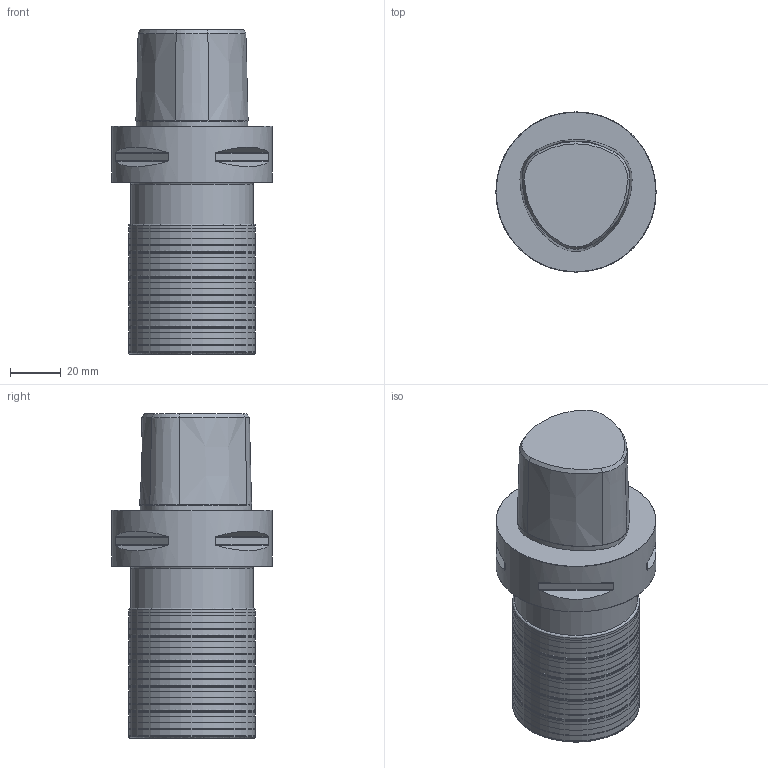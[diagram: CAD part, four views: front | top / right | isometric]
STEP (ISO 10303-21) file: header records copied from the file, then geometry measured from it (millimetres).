
FILE_DESCRIPTION(/* description */ (''),/* implementation_level */ '2;1');
FILE_NAME(/* name */ 'C6-R217.42-0050-049-LN.5BA_Basic.stp',/* time_stamp */ '2024-02-16T13:44:48+05:00',/* author */ (''),/* organization */ (''),/* preprocessor_version */ 'ST-DEVELOPER v16.7',/* originating_system */ 'SIEMENS PLM Software NX 12.0',/* authorisation */ '');
FILE_SCHEMA (('AUTOMOTIVE_DESIGN { 1 0 10303 214 3 1 1 1 }'));
Length unit declared in the file: millimetre
Products named in the file (4): CUT; NOCUT; ASSEMBLY_CONSTRUCTION; C6-R217.42-0050-049-LN.5BA_Basic
Assembly tree (7 placements, depth 2):
  C6-R217.42-0050-049-LN.5BA_Basic
    ASSEMBLY_CONSTRUCTION
    NOCUT
    CUT  x5
Bounding box: 63 x 63 x 127.6 mm (x, y, z)
Volume: 297720.7 mm3; surface area: 51835.4 mm2
Topology: 6 solids, 6 shells, 288 faces, 630 edges, 391 vertices
Faces by surface type: revolution 210, cone 31, plane 23, cylinder 18, bspline 5, torus 1
Full cylindrical faces by diameter (mm): 20.006 x1, 48 x1, 63 x1
Entity records: 10241 total; most frequent: CARTESIAN_POINT 4499, DIRECTION 1030, ORIENTED_EDGE 746, EDGE_LOOP 525, FACE_BOUND 470, AXIS2_PLACEMENT_3D 378, EDGE_CURVE 373, VERTEX_POINT 324
